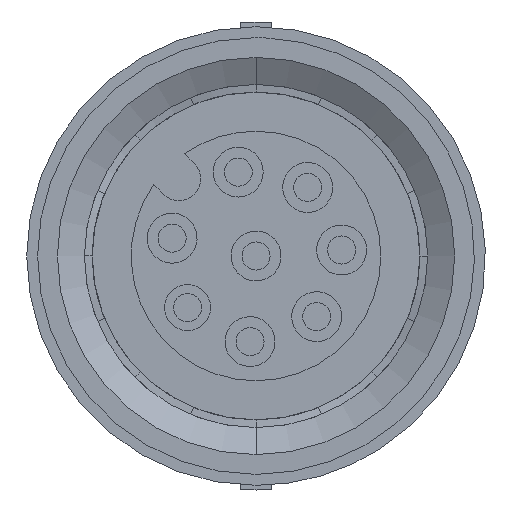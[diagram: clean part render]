
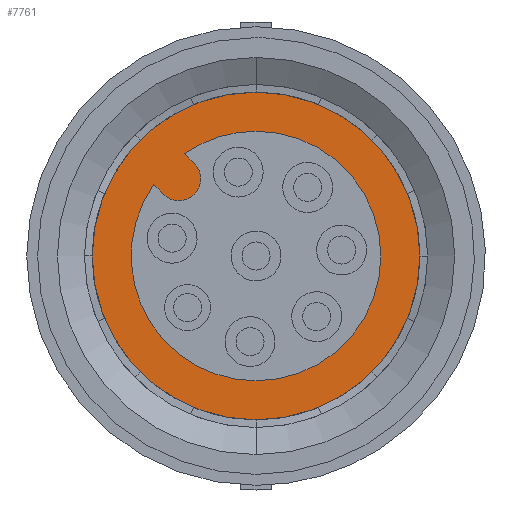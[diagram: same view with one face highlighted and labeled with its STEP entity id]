
A CAD part, left-side view. The second image highlights one B-rep face of the part: STEP entity #7761.
In plain terms, the highlighted face is planar.
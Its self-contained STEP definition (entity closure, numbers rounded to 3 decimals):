
#7653=CARTESIAN_POINT('',(24.566,29.527,-1.));
#7654=VERTEX_POINT('',#7653);
#7661=CARTESIAN_POINT('',(17.141,36.951,-1.));
#7662=VERTEX_POINT('',#7661);
#7663=CARTESIAN_POINT('',(20.854,33.239,-1.));
#7664=DIRECTION('',(-0.,-0.,-1.));
#7665=DIRECTION('',(-0.707,0.707,-0.));
#7666=AXIS2_PLACEMENT_3D('',#7663,#7664,#7665);
#7667=CIRCLE('',#7666,5.25);
#7668=EDGE_CURVE('',#7662,#7654,#7667,.T.);
#7683=CARTESIAN_POINT('',(18.67,33.161,-1.));
#7684=DIRECTION('',(0.,-0.,-1.));
#7685=DIRECTION('',(1.,0.,0.));
#7686=AXIS2_PLACEMENT_3D('',#7683,#7684,#7685);
#7687=PLANE('',#7686);
#7688=CARTESIAN_POINT('',(20.854,36.039,-1.));
#7689=VERTEX_POINT('',#7688);
#7690=CARTESIAN_POINT('',(20.154,36.739,-1.));
#7691=VERTEX_POINT('',#7690);
#7692=CARTESIAN_POINT('',(20.854,36.739,-1.));
#7693=DIRECTION('',(-0.,-0.,-1.));
#7694=DIRECTION('',(0.,1.,-0.));
#7695=AXIS2_PLACEMENT_3D('',#7692,#7693,#7694);
#7696=CIRCLE('',#7695,0.7);
#7697=EDGE_CURVE('',#7689,#7691,#7696,.T.);
#7698=ORIENTED_EDGE('',*,*,#7697,.T.);
#7699=CARTESIAN_POINT('',(20.154,37.177,-1.));
#7700=VERTEX_POINT('',#7699);
#7701=CARTESIAN_POINT('',(20.154,36.739,-1.));
#7702=DIRECTION('',(0.,1.,0.));
#7703=VECTOR('',#7702,0.438);
#7704=LINE('',#7701,#7703);
#7705=EDGE_CURVE('',#7691,#7700,#7704,.T.);
#7706=ORIENTED_EDGE('',*,*,#7705,.T.);
#7707=CARTESIAN_POINT('',(18.025,36.068,-1.));
#7708=VERTEX_POINT('',#7707);
#7709=CARTESIAN_POINT('',(20.854,33.239,-1.));
#7710=DIRECTION('',(0.,0.,1.));
#7711=DIRECTION('',(0.707,-0.707,0.));
#7712=AXIS2_PLACEMENT_3D('',#7709,#7710,#7711);
#7713=CIRCLE('',#7712,4.);
#7714=EDGE_CURVE('',#7700,#7708,#7713,.T.);
#7715=ORIENTED_EDGE('',*,*,#7714,.T.);
#7716=CARTESIAN_POINT('',(23.682,30.411,-1.));
#7717=VERTEX_POINT('',#7716);
#7718=CARTESIAN_POINT('',(20.854,33.239,-1.));
#7719=DIRECTION('',(0.,0.,1.));
#7720=DIRECTION('',(0.707,-0.707,0.));
#7721=AXIS2_PLACEMENT_3D('',#7718,#7719,#7720);
#7722=CIRCLE('',#7721,4.);
#7723=EDGE_CURVE('',#7708,#7717,#7722,.T.);
#7724=ORIENTED_EDGE('',*,*,#7723,.T.);
#7725=CARTESIAN_POINT('',(21.554,37.177,-1.));
#7726=VERTEX_POINT('',#7725);
#7727=CARTESIAN_POINT('',(20.854,33.239,-1.));
#7728=DIRECTION('',(0.,0.,1.));
#7729=DIRECTION('',(0.707,-0.707,0.));
#7730=AXIS2_PLACEMENT_3D('',#7727,#7728,#7729);
#7731=CIRCLE('',#7730,4.);
#7732=EDGE_CURVE('',#7717,#7726,#7731,.T.);
#7733=ORIENTED_EDGE('',*,*,#7732,.T.);
#7734=CARTESIAN_POINT('',(21.554,36.739,-1.));
#7735=VERTEX_POINT('',#7734);
#7736=CARTESIAN_POINT('',(21.554,37.177,-1.));
#7737=DIRECTION('',(0.,-1.,0.));
#7738=VECTOR('',#7737,0.438);
#7739=LINE('',#7736,#7738);
#7740=EDGE_CURVE('',#7726,#7735,#7739,.T.);
#7741=ORIENTED_EDGE('',*,*,#7740,.T.);
#7742=CARTESIAN_POINT('',(20.854,36.739,-1.));
#7743=DIRECTION('',(-0.,-0.,-1.));
#7744=DIRECTION('',(0.,1.,-0.));
#7745=AXIS2_PLACEMENT_3D('',#7742,#7743,#7744);
#7746=CIRCLE('',#7745,0.7);
#7747=EDGE_CURVE('',#7735,#7689,#7746,.T.);
#7748=ORIENTED_EDGE('',*,*,#7747,.T.);
#7749=EDGE_LOOP('',(#7698,#7706,#7715,#7724,#7733,#7741,#7748));
#7750=FACE_BOUND('',#7749,.T.);
#7751=ORIENTED_EDGE('',*,*,#7668,.T.);
#7752=CARTESIAN_POINT('',(20.854,33.239,-1.));
#7753=DIRECTION('',(-0.,-0.,-1.));
#7754=DIRECTION('',(-0.707,0.707,-0.));
#7755=AXIS2_PLACEMENT_3D('',#7752,#7753,#7754);
#7756=CIRCLE('',#7755,5.25);
#7757=EDGE_CURVE('',#7654,#7662,#7756,.T.);
#7758=ORIENTED_EDGE('',*,*,#7757,.T.);
#7759=EDGE_LOOP('',(#7751,#7758));
#7760=FACE_BOUND('',#7759,.T.);
#7761=ADVANCED_FACE('',(#7750,#7760),#7687,.T.);
